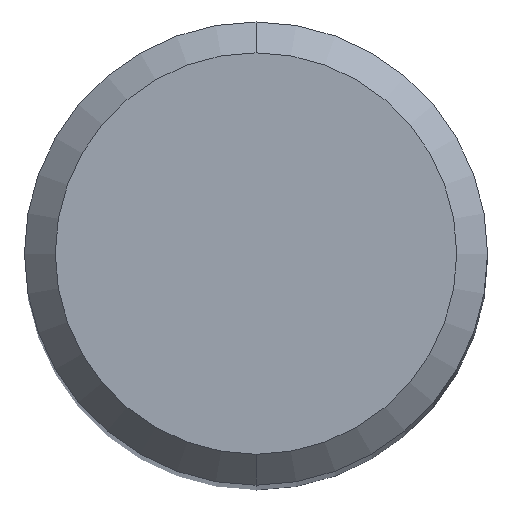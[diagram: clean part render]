
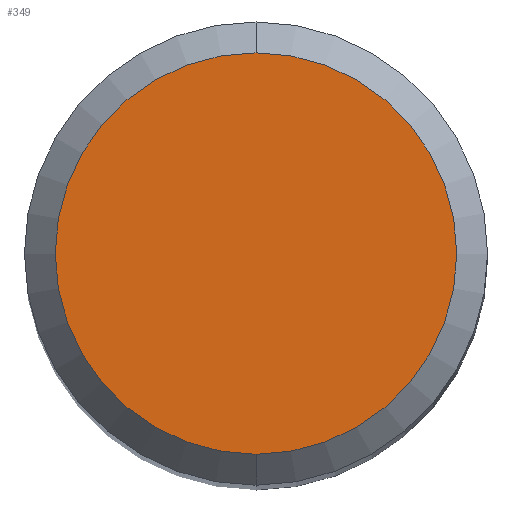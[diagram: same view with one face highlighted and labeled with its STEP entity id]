
A CAD part, top view. The second image highlights one B-rep face of the part: STEP entity #349.
In plain terms, the highlighted planar face has unit normal (0, 0, 1).
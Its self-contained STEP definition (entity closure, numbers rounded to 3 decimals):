
#205=EDGE_CURVE('',#281,#429,#565,.T.);
#281=VERTEX_POINT('',#652);
#349=ADVANCED_FACE('',(#727),#728,.T.);
#409=EDGE_CURVE('',#429,#281,#793,.T.);
#429=VERTEX_POINT('',#815);
#565=CIRCLE('',#956,2.6);
#652=CARTESIAN_POINT('',(0.,-2.6,0.0));
#727=FACE_OUTER_BOUND('',#1233,.T.);
#728=PLANE('',#1234);
#793=CIRCLE('',#1367,2.6);
#815=CARTESIAN_POINT('',(0.0,2.6,0.0));
#956=AXIS2_PLACEMENT_3D('',#1667,#1668,#1669);
#1233=EDGE_LOOP('',(#1860,#1861));
#1234=AXIS2_PLACEMENT_3D('',#1862,#1863,#1864);
#1367=AXIS2_PLACEMENT_3D('',#1922,#1923,#1924);
#1667=CARTESIAN_POINT('',(0.0,0.0,0.0));
#1668=DIRECTION('',(0.0,0.0,-1.0));
#1669=DIRECTION('',(0.0,1.0,0.0));
#1860=ORIENTED_EDGE('',*,*,#409,.F.);
#1861=ORIENTED_EDGE('',*,*,#205,.F.);
#1862=CARTESIAN_POINT('',(0.0,1.3,0.0));
#1863=DIRECTION('',(-0.0,0.0,1.0));
#1864=DIRECTION('',(0.0,-1.0,0.0));
#1922=CARTESIAN_POINT('',(0.0,0.0,0.0));
#1923=DIRECTION('',(0.0,0.0,-1.0));
#1924=DIRECTION('',(0.0,1.0,0.0));
